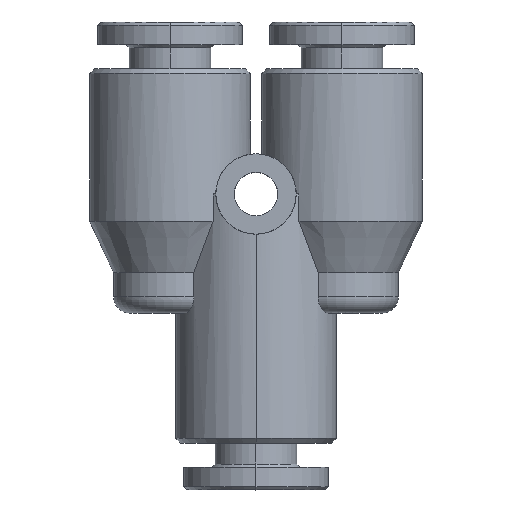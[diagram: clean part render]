
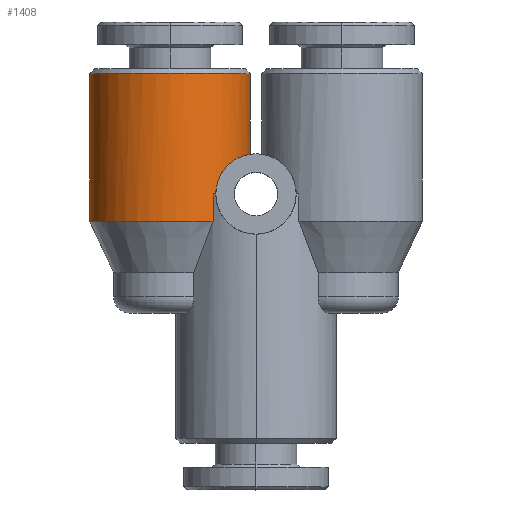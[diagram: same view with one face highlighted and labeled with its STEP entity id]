
A CAD part, top view. The second image highlights one B-rep face of the part: STEP entity #1408.
In plain terms, the highlighted cylindrical face has radius 5 mm (diameter 10 mm), a partial arc.
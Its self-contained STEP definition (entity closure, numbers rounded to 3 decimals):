
#29 = VERTEX_POINT ( 'NONE', #3038 ) ;
#115 = CIRCLE ( 'NONE', #117, 5. ) ;
#117 = AXIS2_PLACEMENT_3D ( 'NONE', #2595, #2596, #2597 ) ;
#148 = AXIS2_PLACEMENT_3D ( 'NONE', #3009, #3013, #3011 ) ;
#286 = DIRECTION ( 'NONE',  ( 0., 1., 0. ) ) ;
#325 = DIRECTION ( 'NONE',  ( -1., 0., 0. ) ) ;
#371 = CARTESIAN_POINT ( 'NONE',  ( -5.35, 7.5, 0. ) ) ;
#556 = ORIENTED_EDGE ( 'NONE', *, *, #826, .F. ) ;
#586 = ORIENTED_EDGE ( 'NONE', *, *, #3334, .T. ) ;
#591 = ORIENTED_EDGE ( 'NONE', *, *, #3317, .T. ) ;
#599 = ORIENTED_EDGE ( 'NONE', *, *, #3372, .T. ) ;
#607 = ORIENTED_EDGE ( 'NONE', *, *, #2828, .T. ) ;
#620 = ORIENTED_EDGE ( 'NONE', *, *, #3355, .F. ) ;
#662 = ORIENTED_EDGE ( 'NONE', *, *, #3354, .T. ) ;
#793 = VECTOR ( 'NONE', #2024, 1000. ) ;
#826 = EDGE_CURVE ( 'NONE', #2317, #2285, #941, .T. ) ;
#932 = AXIS2_PLACEMENT_3D ( 'NONE', #371, #286, #325 ) ;
#941 = CIRCLE ( 'NONE', #932, 5. ) ;
#1049 = LINE ( 'NONE', #2541, #2363 ) ;
#1051 = LINE ( 'NONE', #2539, #2362 ) ;
#1148 = FACE_OUTER_BOUND ( 'NONE', #2067, .T. ) ;
#1159 = CYLINDRICAL_SURFACE ( 'NONE', #148, 5. ) ;
#1164 = LINE ( 'NONE', #2023, #793 ) ;
#1408 = ADVANCED_FACE ( 'NONE', ( #1148 ), #1159, .T. ) ;
#1544 = CARTESIAN_POINT ( 'NONE',  ( -2.675, 0., 4.224 ) ) ;
#1559 = CARTESIAN_POINT ( 'NONE',  ( -10.35, -1.683, 0. ) ) ;
#1579 = CARTESIAN_POINT ( 'NONE',  ( -0.35, 7.5, 0. ) ) ;
#1588 = CARTESIAN_POINT ( 'NONE',  ( -2.675, -1.683, 4.224 ) ) ;
#1593 = CARTESIAN_POINT ( 'NONE',  ( -10.35, 7.5, 0. ) ) ;
#1629 = CARTESIAN_POINT ( 'NONE',  ( -2.5, 0., 4.108 ) ) ;
#1901 = CARTESIAN_POINT ( 'NONE',  ( -2.5, 0., 4.108 ) ) ;
#1902 = CARTESIAN_POINT ( 'NONE',  ( -2.5, 0.256, 4.108 ) ) ;
#1903 = CARTESIAN_POINT ( 'NONE',  ( -2.461, 0.507, 4.082 ) ) ;
#1904 = CARTESIAN_POINT ( 'NONE',  ( -2.349, 0.864, 4. ) ) ;
#1905 = CARTESIAN_POINT ( 'NONE',  ( -2.304, 0.977, 3.966 ) ) ;
#1906 = CARTESIAN_POINT ( 'NONE',  ( -2.201, 1.192, 3.884 ) ) ;
#1907 = CARTESIAN_POINT ( 'NONE',  ( -2.141, 1.296, 3.835 ) ) ;
#1908 = CARTESIAN_POINT ( 'NONE',  ( -2.014, 1.486, 3.725 ) ) ;
#1909 = CARTESIAN_POINT ( 'NONE',  ( -1.946, 1.573, 3.664 ) ) ;
#1910 = CARTESIAN_POINT ( 'NONE',  ( -1.805, 1.733, 3.527 ) ) ;
#1911 = CARTESIAN_POINT ( 'NONE',  ( -1.731, 1.807, 3.451 ) ) ;
#1912 = CARTESIAN_POINT ( 'NONE',  ( -1.51, 2.002, 3.21 ) ) ;
#1913 = CARTESIAN_POINT ( 'NONE',  ( -1.362, 2.102, 3.026 ) ) ;
#1914 = CARTESIAN_POINT ( 'NONE',  ( -1.089, 2.256, 2.627 ) ) ;
#1915 = CARTESIAN_POINT ( 'NONE',  ( -0.965, 2.309, 2.415 ) ) ;
#1916 = CARTESIAN_POINT ( 'NONE',  ( -0.746, 2.389, 1.966 ) ) ;
#1917 = CARTESIAN_POINT ( 'NONE',  ( -0.652, 2.415, 1.729 ) ) ;
#1918 = CARTESIAN_POINT ( 'NONE',  ( -0.502, 2.45, 1.25 ) ) ;
#1919 = CARTESIAN_POINT ( 'NONE',  ( -0.446, 2.46, 1.005 ) ) ;
#1920 = CARTESIAN_POINT ( 'NONE',  ( -0.369, 2.473, 0.507 ) ) ;
#1921 = CARTESIAN_POINT ( 'NONE',  ( -0.35, 2.475, 0.252 ) ) ;
#1922 = CARTESIAN_POINT ( 'NONE',  ( -0.35, 2.475, 0. ) ) ;
#2023 = CARTESIAN_POINT ( 'NONE',  ( -2.675, 2.908, 4.224 ) ) ;
#2024 = DIRECTION ( 'NONE',  ( 0., 1., 0. ) ) ;
#2067 = EDGE_LOOP ( 'NONE', ( #607, #662, #556, #620, #599, #591, #586 ) ) ;
#2206 = VERTEX_POINT ( 'NONE', #1544 ) ;
#2233 = VERTEX_POINT ( 'NONE', #1559 ) ;
#2285 = VERTEX_POINT ( 'NONE', #1579 ) ;
#2301 = VERTEX_POINT ( 'NONE', #1588 ) ;
#2317 = VERTEX_POINT ( 'NONE', #1593 ) ;
#2351 = AXIS2_PLACEMENT_3D ( 'NONE', #2485, #2486, #2487 ) ;
#2362 = VECTOR ( 'NONE', #2540, 1000. ) ;
#2363 = VECTOR ( 'NONE', #2542, 1000. ) ;
#2485 = CARTESIAN_POINT ( 'NONE',  ( -5.35, 0., 0. ) ) ;
#2486 = DIRECTION ( 'NONE',  ( 0., 1., 0. ) ) ;
#2487 = DIRECTION ( 'NONE',  ( 0., 0., 1. ) ) ;
#2539 = CARTESIAN_POINT ( 'NONE',  ( -0.35, 7.8, 0. ) ) ;
#2540 = DIRECTION ( 'NONE',  ( 0., 1., 0. ) ) ;
#2541 = CARTESIAN_POINT ( 'NONE',  ( -10.35, 7.8, 0. ) ) ;
#2542 = DIRECTION ( 'NONE',  ( 0., 1., 0. ) ) ;
#2595 = CARTESIAN_POINT ( 'NONE',  ( -5.35, -1.683, 0. ) ) ;
#2596 = DIRECTION ( 'NONE',  ( 0., 1., 0. ) ) ;
#2597 = DIRECTION ( 'NONE',  ( -1., 0., 0. ) ) ;
#2705 = VERTEX_POINT ( 'NONE', #1629 ) ;
#2743 = B_SPLINE_CURVE_WITH_KNOTS ( 'NONE', 3,
 ( #1901, #1902, #1903, #1904, #1905, #1906, #1907, #1908, #1909, #1910, #1911, #1912, #1913, #1914, #1915, #1916, #1917, #1918, #1919, #1920, #1921, #1922 ),
 .UNSPECIFIED., .F., .F.,
 ( 4, 2, 2, 2, 2, 2, 2, 2, 2, 2, 4 ),
 ( 0., 0.001, 0.001, 0.002, 0.002, 0.002, 0.003, 0.004, 0.005, 0.005, 0.006 ),
 .UNSPECIFIED. ) ;
#2828 = EDGE_CURVE ( 'NONE', #2705, #29, #2743, .T. ) ;
#2976 = CIRCLE ( 'NONE', #2351, 5. ) ;
#3009 = CARTESIAN_POINT ( 'NONE',  ( -5.35, 7.8, 0. ) ) ;
#3011 = DIRECTION ( 'NONE',  ( -1., 0., 0. ) ) ;
#3013 = DIRECTION ( 'NONE',  ( 0., 1., 0. ) ) ;
#3038 = CARTESIAN_POINT ( 'NONE',  ( -0.35, 2.475, 0. ) ) ;
#3317 = EDGE_CURVE ( 'NONE', #2301, #2206, #1164, .T. ) ;
#3334 = EDGE_CURVE ( 'NONE', #2206, #2705, #2976, .T. ) ;
#3354 = EDGE_CURVE ( 'NONE', #29, #2285, #1051, .T. ) ;
#3355 = EDGE_CURVE ( 'NONE', #2233, #2317, #1049, .T. ) ;
#3372 = EDGE_CURVE ( 'NONE', #2233, #2301, #115, .T. ) ;
